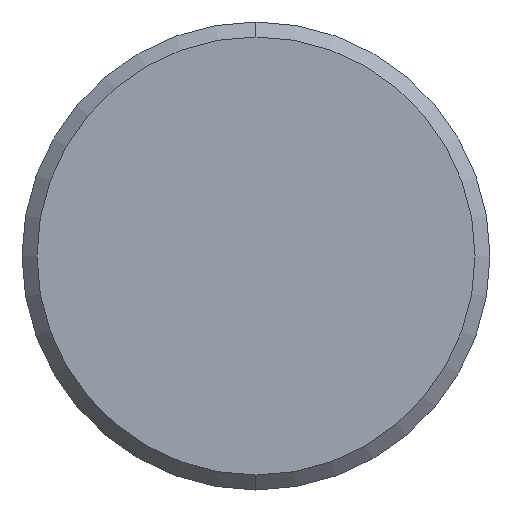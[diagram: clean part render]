
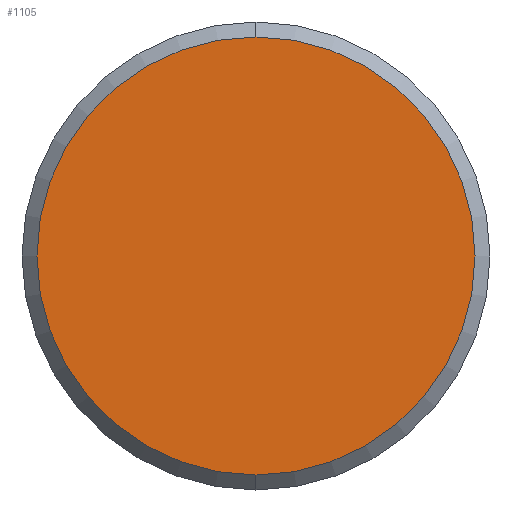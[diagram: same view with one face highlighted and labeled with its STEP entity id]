
A CAD part, left-side view. The second image highlights one B-rep face of the part: STEP entity #1105.
In plain terms, the highlighted planar face has unit normal (-1, 0, 0).
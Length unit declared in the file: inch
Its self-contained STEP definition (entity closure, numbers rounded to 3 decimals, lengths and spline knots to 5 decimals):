
#39 = CARTESIAN_POINT ( 'NONE',  ( 0., 0., 0.2925 ) ) ;
#106 = DIRECTION ( 'NONE',  ( -1., 0., 0. ) ) ;
#321 = CARTESIAN_POINT ( 'NONE',  ( 0., 0.3125, 0. ) ) ;
#364 = FACE_OUTER_BOUND ( 'NONE', #424, .T. ) ;
#393 = CIRCLE ( 'NONE', #1278, 0.2925 ) ;
#422 = DIRECTION ( 'NONE',  ( 1., 0., 0. ) ) ;
#424 = EDGE_LOOP ( 'NONE', ( #751, #495 ) ) ;
#495 = ORIENTED_EDGE ( 'NONE', *, *, #1024, .F. ) ;
#600 = AXIS2_PLACEMENT_3D ( 'NONE', #1233, #613, #1345 ) ;
#604 = CARTESIAN_POINT ( 'NONE',  ( 0., 0., -0.2925 ) ) ;
#613 = DIRECTION ( 'NONE',  ( 1., 0., 0. ) ) ;
#617 = AXIS2_PLACEMENT_3D ( 'NONE', #321, #106, #849 ) ;
#618 = VERTEX_POINT ( 'NONE', #604 ) ;
#751 = ORIENTED_EDGE ( 'NONE', *, *, #1339, .F. ) ;
#849 = DIRECTION ( 'NONE',  ( 0., 0., 1. ) ) ;
#1024 = EDGE_CURVE ( 'NONE', #1261, #618, #393, .T. ) ;
#1042 = CARTESIAN_POINT ( 'NONE',  ( 0., 0., 0. ) ) ;
#1080 = CIRCLE ( 'NONE', #600, 0.2925 ) ;
#1105 = ADVANCED_FACE ( 'NONE', ( #364 ), #1262, .T. ) ;
#1151 = DIRECTION ( 'NONE',  ( 0., 0., -1. ) ) ;
#1233 = CARTESIAN_POINT ( 'NONE',  ( 0., 0., 0. ) ) ;
#1261 = VERTEX_POINT ( 'NONE', #39 ) ;
#1262 = PLANE ( 'NONE',  #617 ) ;
#1278 = AXIS2_PLACEMENT_3D ( 'NONE', #1042, #422, #1151 ) ;
#1339 = EDGE_CURVE ( 'NONE', #618, #1261, #1080, .T. ) ;
#1345 = DIRECTION ( 'NONE',  ( 0., 0., -1. ) ) ;
